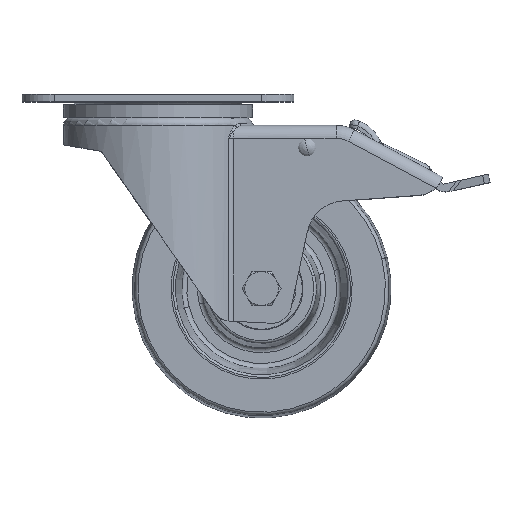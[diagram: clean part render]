
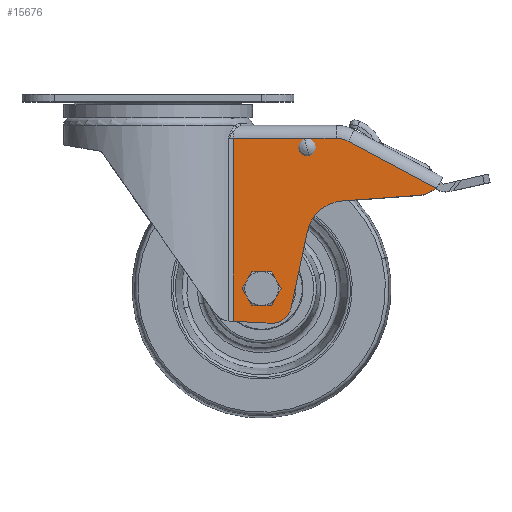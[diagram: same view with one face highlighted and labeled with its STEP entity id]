
A CAD part, top view. The second image highlights one B-rep face of the part: STEP entity #15676.
In plain terms, the highlighted planar face has unit normal (0, 0, 1).
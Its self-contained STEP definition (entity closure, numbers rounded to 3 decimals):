
#139 = CARTESIAN_POINT ( 'NONE',  ( 73.456, -17.176, 23.5 ) ) ;
#260 = EDGE_CURVE ( 'NONE', #17279, #3281, #6430, .T. ) ;
#527 = ORIENTED_EDGE ( 'NONE', *, *, #15116, .F. ) ;
#532 = VERTEX_POINT ( 'NONE', #10016 ) ;
#761 = EDGE_CURVE ( 'NONE', #1875, #22386, #25996, .T. ) ;
#933 = VECTOR ( 'NONE', #8595, 1000. ) ;
#1345 = ORIENTED_EDGE ( 'NONE', *, *, #20716, .T. ) ;
#1647 = DIRECTION ( 'NONE',  ( 0., -1., 0. ) ) ;
#1814 = DIRECTION ( 'NONE',  ( -0.882, 0.471, 0. ) ) ;
#1875 = VERTEX_POINT ( 'NONE', #9911 ) ;
#1924 = VERTEX_POINT ( 'NONE', #14341 ) ;
#2344 = CARTESIAN_POINT ( 'NONE',  ( 40., -74., 23.5 ) ) ;
#2719 = DIRECTION ( 'NONE',  ( 0., -1., 0. ) ) ;
#3107 = CIRCLE ( 'NONE', #21024, 10. ) ;
#3281 = VERTEX_POINT ( 'NONE', #13211 ) ;
#3302 = DIRECTION ( 'NONE',  ( 0., 0., 1. ) ) ;
#3451 = CARTESIAN_POINT ( 'NONE',  ( 44.053, -79.914, 23.5 ) ) ;
#3542 = EDGE_CURVE ( 'NONE', #17439, #21839, #6328, .T. ) ;
#3640 = CARTESIAN_POINT ( 'NONE',  ( 50., -88., 23.5 ) ) ;
#3704 = CARTESIAN_POINT ( 'NONE',  ( 100.243, -28.044, 23.5 ) ) ;
#3878 = EDGE_LOOP ( 'NONE', ( #11032, #1345, #21304, #14074, #21147, #26376, #16717, #11769, #23022, #14899, #6121 ) ) ;
#3949 = CARTESIAN_POINT ( 'NONE',  ( 65.46, -88.55, 23.5 ) ) ;
#3975 = DIRECTION ( 'NONE',  ( 0., 1., 0. ) ) ;
#4020 = CARTESIAN_POINT ( 'NONE',  ( 100.969, -38.018, 23.5 ) ) ;
#4424 = CARTESIAN_POINT ( 'NONE',  ( 29.069, -26., 23.5 ) ) ;
#4719 = CARTESIAN_POINT ( 'NONE',  ( 57.5, -19.5, 23.5 ) ) ;
#4825 = EDGE_CURVE ( 'NONE', #12556, #23072, #16114, .T. ) ;
#5115 = DIRECTION ( 'NONE',  ( 0., -1., 0. ) ) ;
#5340 = EDGE_CURVE ( 'NONE', #24709, #14918, #21537, .T. ) ;
#5568 = EDGE_LOOP ( 'NONE', ( #24887, #13224 ) ) ;
#5754 = FACE_BOUND ( 'NONE', #23312, .T. ) ;
#5793 = DIRECTION ( 'NONE',  ( 0., 0., 1. ) ) ;
#6118 = DIRECTION ( 'NONE',  ( 0., -1., 0. ) ) ;
#6121 = ORIENTED_EDGE ( 'NONE', *, *, #4825, .T. ) ;
#6155 = EDGE_CURVE ( 'NONE', #3281, #1924, #6703, .T. ) ;
#6272 = CARTESIAN_POINT ( 'NONE',  ( 51.388, -81.475, 23.5 ) ) ;
#6328 = CIRCLE ( 'NONE', #17100, 10. ) ;
#6430 = LINE ( 'NONE', #3949, #26357 ) ;
#6669 = DIRECTION ( 'NONE',  ( 0., -1., 0. ) ) ;
#6703 = CIRCLE ( 'NONE', #14808, 7.5 ) ;
#6745 = CARTESIAN_POINT ( 'NONE',  ( 29.069, -16., 23.5 ) ) ;
#6824 = DIRECTION ( 'NONE',  ( -1., 0., 0. ) ) ;
#7362 = CARTESIAN_POINT ( 'NONE',  ( 40., -78.25, 23.5 ) ) ;
#7409 = EDGE_CURVE ( 'NONE', #22386, #1875, #15275, .T. ) ;
#7414 = DIRECTION ( 'NONE',  ( 0., 0., 1. ) ) ;
#7687 = AXIS2_PLACEMENT_3D ( 'NONE', #3451, #7414, #13794 ) ;
#7874 = VERTEX_POINT ( 'NONE', #6745 ) ;
#8149 = DIRECTION ( 'NONE',  ( 0., 0., -1. ) ) ;
#8290 = FACE_OUTER_BOUND ( 'NONE', #3878, .T. ) ;
#8595 = DIRECTION ( 'NONE',  ( 0., -1., 0. ) ) ;
#9310 = CARTESIAN_POINT ( 'NONE',  ( 68.75, -16., 23.5 ) ) ;
#9638 = DIRECTION ( 'NONE',  ( 0.208, 0.978, 0. ) ) ;
#9911 = CARTESIAN_POINT ( 'NONE',  ( 57.5, -22.1, 23.5 ) ) ;
#9987 = VECTOR ( 'NONE', #9638, 1000. ) ;
#10016 = CARTESIAN_POINT ( 'NONE',  ( 40., -69.75, 23.5 ) ) ;
#10379 = AXIS2_PLACEMENT_3D ( 'NONE', #2344, #16889, #6669 ) ;
#10877 = LINE ( 'NONE', #12337, #25974 ) ;
#10929 = CARTESIAN_POINT ( 'NONE',  ( 44.053, -79.914, 23.5 ) ) ;
#11010 = DIRECTION ( 'NONE',  ( 0., -1., 0. ) ) ;
#11032 = ORIENTED_EDGE ( 'NONE', *, *, #23985, .T. ) ;
#11034 = CARTESIAN_POINT ( 'NONE',  ( 29.069, -16., 23.5 ) ) ;
#11096 = EDGE_CURVE ( 'NONE', #14918, #12556, #16162, .T. ) ;
#11103 = VERTEX_POINT ( 'NONE', #18657 ) ;
#11190 = CARTESIAN_POINT ( 'NONE',  ( 68.75, -26., 23.5 ) ) ;
#11285 = CARTESIAN_POINT ( 'NONE',  ( 57.5, -16.9, 23.5 ) ) ;
#11541 = CARTESIAN_POINT ( 'NONE',  ( 71.238, -40.182, 23.5 ) ) ;
#11769 = ORIENTED_EDGE ( 'NONE', *, *, #12535, .T. ) ;
#12156 = EDGE_CURVE ( 'NONE', #7874, #17279, #12225, .T. ) ;
#12165 = CIRCLE ( 'NONE', #10379, 4.25 ) ;
#12225 = LINE ( 'NONE', #4424, #933 ) ;
#12337 = CARTESIAN_POINT ( 'NONE',  ( 73.456, -17.176, 23.5 ) ) ;
#12535 = EDGE_CURVE ( 'NONE', #1924, #24709, #25007, .T. ) ;
#12556 = VERTEX_POINT ( 'NONE', #11541 ) ;
#12575 = CARTESIAN_POINT ( 'NONE',  ( 72.327, -55.142, 23.5 ) ) ;
#12822 = DIRECTION ( 'NONE',  ( 0., 0., 1. ) ) ;
#13001 = DIRECTION ( 'NONE',  ( 0., 0., 1. ) ) ;
#13172 = AXIS2_PLACEMENT_3D ( 'NONE', #20085, #3302, #15772 ) ;
#13211 = CARTESIAN_POINT ( 'NONE',  ( 43.659, -87.403, 23.5 ) ) ;
#13224 = ORIENTED_EDGE ( 'NONE', *, *, #7409, .F. ) ;
#13642 = DIRECTION ( 'NONE',  ( 0.997, 0.073, 0. ) ) ;
#13783 = FACE_BOUND ( 'NONE', #5568, .T. ) ;
#13794 = DIRECTION ( 'NONE',  ( 0., -1., 0. ) ) ;
#14074 = ORIENTED_EDGE ( 'NONE', *, *, #15417, .T. ) ;
#14341 = CARTESIAN_POINT ( 'NONE',  ( 44.053, -87.414, 23.5 ) ) ;
#14808 = AXIS2_PLACEMENT_3D ( 'NONE', #10929, #12822, #11010 ) ;
#14899 = ORIENTED_EDGE ( 'NONE', *, *, #11096, .T. ) ;
#14918 = VERTEX_POINT ( 'NONE', #16851 ) ;
#15116 = EDGE_CURVE ( 'NONE', #19320, #532, #17964, .T. ) ;
#15275 = CIRCLE ( 'NONE', #15673, 2.6 ) ;
#15417 = EDGE_CURVE ( 'NONE', #21839, #7874, #26327, .T. ) ;
#15462 = VECTOR ( 'NONE', #13642, 1000. ) ;
#15673 = AXIS2_PLACEMENT_3D ( 'NONE', #20890, #13001, #22960 ) ;
#15674 = CARTESIAN_POINT ( 'NONE',  ( 71.238, -40.182, 23.5 ) ) ;
#15676 = ADVANCED_FACE ( 'NONE', ( #13783, #5754, #8290 ), #26119, .T. ) ;
#15772 = DIRECTION ( 'NONE',  ( 0., -1., 0. ) ) ;
#15829 = CARTESIAN_POINT ( 'NONE',  ( 40., -74., 23.5 ) ) ;
#15946 = AXIS2_PLACEMENT_3D ( 'NONE', #4719, #19066, #2719 ) ;
#16114 = LINE ( 'NONE', #15674, #15462 ) ;
#16162 = CIRCLE ( 'NONE', #21063, 15. ) ;
#16238 = DIRECTION ( 'NONE',  ( 0.999, -0.053, 0. ) ) ;
#16717 = ORIENTED_EDGE ( 'NONE', *, *, #6155, .T. ) ;
#16851 = CARTESIAN_POINT ( 'NONE',  ( 57.655, -52.021, 23.5 ) ) ;
#16889 = DIRECTION ( 'NONE',  ( 0., 0., 1. ) ) ;
#17100 = AXIS2_PLACEMENT_3D ( 'NONE', #11190, #21335, #5115 ) ;
#17279 = VERTEX_POINT ( 'NONE', #19994 ) ;
#17439 = VERTEX_POINT ( 'NONE', #139 ) ;
#17964 = CIRCLE ( 'NONE', #18827, 4.25 ) ;
#18657 = CARTESIAN_POINT ( 'NONE',  ( 107.236, -35.193, 23.5 ) ) ;
#18827 = AXIS2_PLACEMENT_3D ( 'NONE', #15829, #22030, #1647 ) ;
#19066 = DIRECTION ( 'NONE',  ( 0., 0., 1. ) ) ;
#19171 = EDGE_CURVE ( 'NONE', #532, #19320, #12165, .T. ) ;
#19320 = VERTEX_POINT ( 'NONE', #7362 ) ;
#19994 = CARTESIAN_POINT ( 'NONE',  ( 29.069, -86.636, 23.5 ) ) ;
#20085 = CARTESIAN_POINT ( 'NONE',  ( 68.75, -26., 23.5 ) ) ;
#20679 = ORIENTED_EDGE ( 'NONE', *, *, #19171, .F. ) ;
#20716 = EDGE_CURVE ( 'NONE', #11103, #17439, #10877, .T. ) ;
#20844 = VECTOR ( 'NONE', #6824, 1000. ) ;
#20890 = CARTESIAN_POINT ( 'NONE',  ( 57.5, -19.5, 23.5 ) ) ;
#21024 = AXIS2_PLACEMENT_3D ( 'NONE', #3704, #5793, #3975 ) ;
#21063 = AXIS2_PLACEMENT_3D ( 'NONE', #12575, #8149, #6118 ) ;
#21147 = ORIENTED_EDGE ( 'NONE', *, *, #12156, .T. ) ;
#21304 = ORIENTED_EDGE ( 'NONE', *, *, #3542, .T. ) ;
#21335 = DIRECTION ( 'NONE',  ( 0., 0., 1. ) ) ;
#21537 = LINE ( 'NONE', #3640, #9987 ) ;
#21839 = VERTEX_POINT ( 'NONE', #9310 ) ;
#22030 = DIRECTION ( 'NONE',  ( 0., 0., 1. ) ) ;
#22386 = VERTEX_POINT ( 'NONE', #11285 ) ;
#22960 = DIRECTION ( 'NONE',  ( 0., -1., 0. ) ) ;
#23022 = ORIENTED_EDGE ( 'NONE', *, *, #5340, .T. ) ;
#23072 = VERTEX_POINT ( 'NONE', #4020 ) ;
#23312 = EDGE_LOOP ( 'NONE', ( #527, #20679 ) ) ;
#23985 = EDGE_CURVE ( 'NONE', #23072, #11103, #3107, .T. ) ;
#24709 = VERTEX_POINT ( 'NONE', #6272 ) ;
#24887 = ORIENTED_EDGE ( 'NONE', *, *, #761, .F. ) ;
#25007 = CIRCLE ( 'NONE', #7687, 7.5 ) ;
#25974 = VECTOR ( 'NONE', #1814, 1000. ) ;
#25996 = CIRCLE ( 'NONE', #15946, 2.6 ) ;
#26119 = PLANE ( 'NONE',  #13172 ) ;
#26327 = LINE ( 'NONE', #11034, #20844 ) ;
#26357 = VECTOR ( 'NONE', #16238, 1000. ) ;
#26376 = ORIENTED_EDGE ( 'NONE', *, *, #260, .T. ) ;
